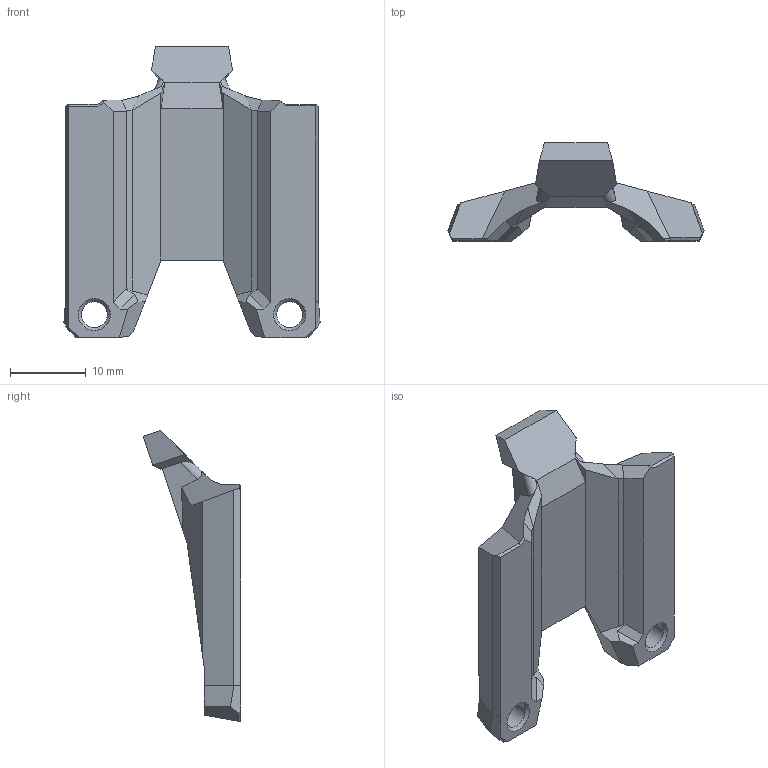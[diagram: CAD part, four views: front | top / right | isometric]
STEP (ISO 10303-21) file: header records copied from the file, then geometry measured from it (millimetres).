
FILE_DESCRIPTION(/* description */ (''),/* implementation_level */ '2;1');
FILE_NAME(/* name */ '_MiniSB StrainRelief Blank v1.step',/* time_stamp */ '2023-02-23T23:46:07+01:00',/* author */ (''),/* organization */ (''),/* preprocessor_version */ 'ST-DEVELOPER v19.2',/* originating_system */ 'Autodesk Translation Framework v11.17.0.187',/* authorisation */ '');
FILE_SCHEMA (('AUTOMOTIVE_DESIGN { 1 0 10303 214 3 1 1 }'));
Length unit declared in the file: millimetre
Products named in the file (2): _MiniSB StrainRelief Blank; Strain Relief Plate
Assembly tree (1 placements, depth 2):
  _MiniSB StrainRelief Blank
    Strain Relief Plate
Bounding box: 33.71 x 12.89 x 38.32 mm (x, y, z)
Volume: 3708.5 mm3; surface area: 2619.3 mm2
Topology: 1 solids, 1 shells, 77 faces, 215 edges, 140 vertices
Faces by surface type: plane 71, cylinder 4, cone 2
Full cylindrical faces by diameter (mm): 3.4 x2
Entity records: 2489 total; most frequent: CARTESIAN_POINT 435, ORIENTED_EDGE 430, DIRECTION 387, EDGE_CURVE 215, LINE 203, VECTOR 203, VERTEX_POINT 140, AXIS2_PLACEMENT_3D 92
